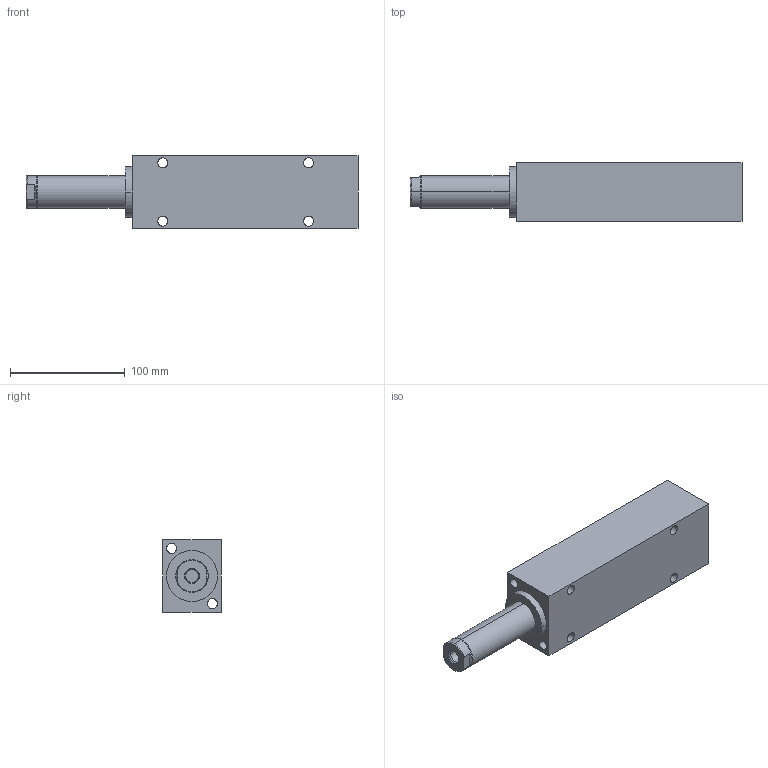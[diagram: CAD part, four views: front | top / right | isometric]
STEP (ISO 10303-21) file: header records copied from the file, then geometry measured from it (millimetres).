
FILE_DESCRIPTION((''),'2;1');
FILE_NAME('ILC20121506','2022-04-13T08:33:37',('Asawyer'),(''),'CREO PARAMETRIC BY PTC INC, 2021164','CREO PARAMETRIC BY PTC INC, 2021164','');
FILE_SCHEMA(('CONFIG_CONTROL_DESIGN'));
Length unit declared in the file: inch
Products named in the file (1): ILC20121506
Bounding box: 289.18 x 50.8 x 63.5 mm (x, y, z)
Volume: 659125.8 mm3; surface area: 76919.7 mm2
Topology: 1 solids, 2 shells, 79 faces, 212 edges, 136 vertices
Faces by surface type: cylinder 41, plane 20, cone 16, torus 2
Entity records: 2814 total; most frequent: CARTESIAN_POINT 748, DIRECTION 420, ORIENTED_EDGE 420, EDGE_CURVE 212, AXIS2_PLACEMENT_3D 166, VERTEX_POINT 136, EDGE_LOOP 100, VECTOR 88
